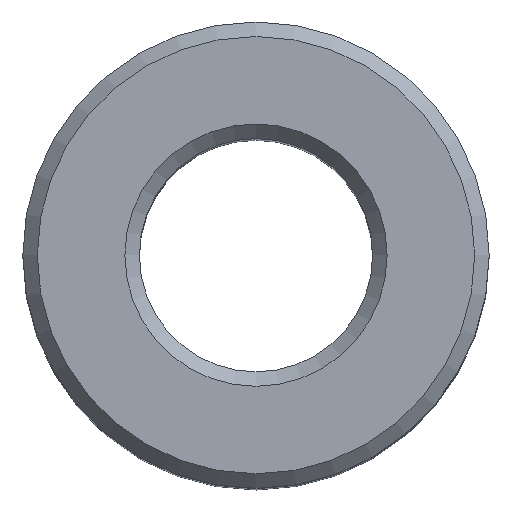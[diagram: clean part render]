
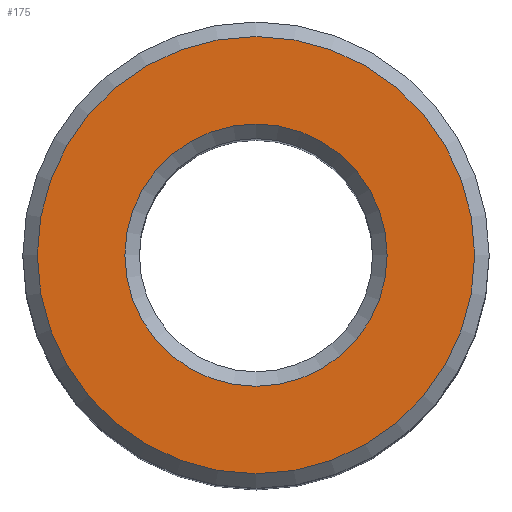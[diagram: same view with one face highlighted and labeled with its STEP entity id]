
A CAD part, top view. The second image highlights one B-rep face of the part: STEP entity #175.
In plain terms, the highlighted planar face has unit normal (0, 0, 1).
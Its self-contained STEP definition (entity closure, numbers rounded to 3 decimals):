
#144=CARTESIAN_POINT('',(4.5,0.,19.9));
#145=VERTEX_POINT('',#144);
#146=CARTESIAN_POINT('',(0.0,0.0,19.9));
#147=DIRECTION('',(0.0,0.0,1.0));
#148=DIRECTION('',(-1.0,0.0,0.0));
#149=AXIS2_PLACEMENT_3D('',#146,#147,#148);
#150=CIRCLE('',#149,4.5);
#151=EDGE_CURVE('',#145,#145,#150,.T.);
#156=CARTESIAN_POINT('',(0.0,0.0,19.9));
#157=DIRECTION('',(0.0,0.0,-1.0));
#158=DIRECTION('',(-1.0,0.0,0.0));
#159=AXIS2_PLACEMENT_3D('',#156,#157,#158);
#160=PLANE('',#159);
#161=CARTESIAN_POINT('',(7.5,0.,19.9));
#162=VERTEX_POINT('',#161);
#163=CARTESIAN_POINT('',(0.0,0.0,19.9));
#164=DIRECTION('',(0.0,0.0,-1.0));
#165=DIRECTION('',(-1.0,0.0,0.0));
#166=AXIS2_PLACEMENT_3D('',#163,#164,#165);
#167=CIRCLE('',#166,7.5);
#168=EDGE_CURVE('',#162,#162,#167,.T.);
#169=ORIENTED_EDGE('',*,*,#168,.F.);
#170=EDGE_LOOP('',(#169));
#171=FACE_OUTER_BOUND('',#170,.T.);
#172=ORIENTED_EDGE('',*,*,#151,.F.);
#173=EDGE_LOOP('',(#172));
#174=FACE_BOUND('',#173,.T.);
#175=ADVANCED_FACE('',(#171,#174),#160,.F.);
